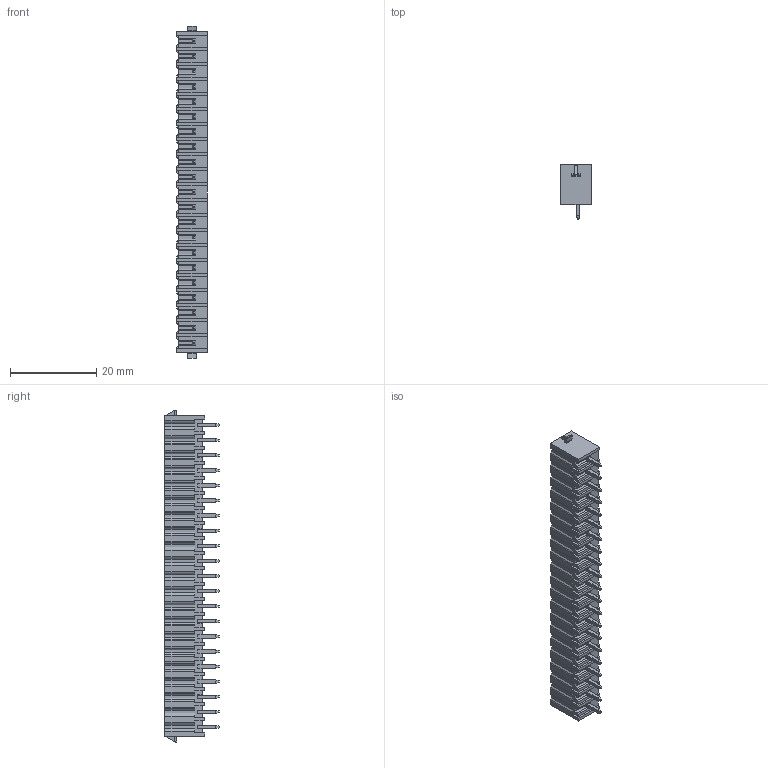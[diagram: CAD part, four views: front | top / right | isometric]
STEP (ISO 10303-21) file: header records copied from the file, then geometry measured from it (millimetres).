
FILE_DESCRIPTION((''),'2;1');
FILE_NAME('PRT0002','2024-10-12T',('sheji'),(''),'PRO/ENGINEER BY PARAMETRIC TECHNOLOGY CORPORATION, 2015240','PRO/ENGINEER BY PARAMETRIC TECHNOLOGY CORPORATION, 2015240','');
FILE_SCHEMA(('CONFIG_CONTROL_DESIGN'));
Length unit declared in the file: millimetre
Products named in the file (1): PRT0002
Bounding box: 7 x 12.6 x 77 mm (x, y, z)
Volume: 2072.7 mm3; surface area: 6479.1 mm2
Topology: 1 solids, 1 shells, 1309 faces, 3558 edges, 2316 vertices
Faces by surface type: plane 1076, cylinder 191, cone 42
Entity records: 40677 total; most frequent: CARTESIAN_POINT 7666, ORIENTED_EDGE 7116, DIRECTION 6352, EDGE_CURVE 3558, VECTOR 3046, LINE 3046, VERTEX_POINT 2316, AXIS2_PLACEMENT_3D 1653
